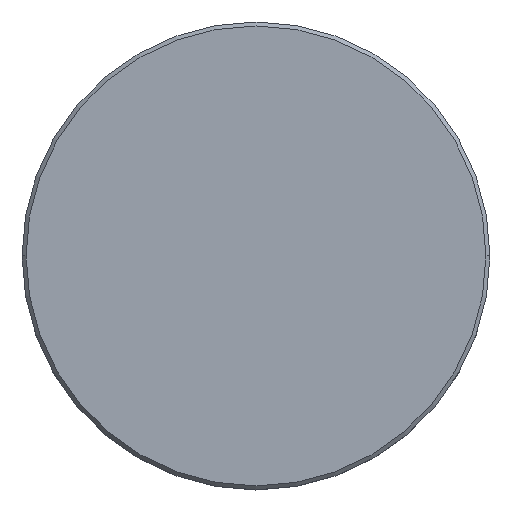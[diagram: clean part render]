
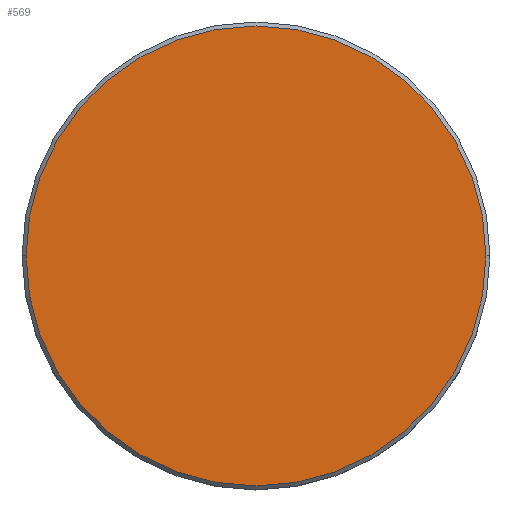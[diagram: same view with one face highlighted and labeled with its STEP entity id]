
A CAD part, top view. The second image highlights one B-rep face of the part: STEP entity #569.
In plain terms, the highlighted planar face has unit normal (0, 0, 1).
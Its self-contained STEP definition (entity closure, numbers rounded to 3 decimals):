
#12 = CIRCLE ( 'NONE', #557, 29. ) ;
#25 = CIRCLE ( 'NONE', #716, 29. ) ;
#76 = DIRECTION ( 'NONE',  ( 0., 0., 1. ) ) ;
#203 = DIRECTION ( 'NONE',  ( 1., 0., 0. ) ) ;
#227 = EDGE_LOOP ( 'NONE', ( #984, #533 ) ) ;
#272 = DIRECTION ( 'NONE',  ( 1., 0., 0. ) ) ;
#291 = DIRECTION ( 'NONE',  ( 0., 0., 1. ) ) ;
#320 = DIRECTION ( 'NONE',  ( 1., 0., 0. ) ) ;
#341 = CARTESIAN_POINT ( 'NONE',  ( 0., 0., 0. ) ) ;
#359 = CARTESIAN_POINT ( 'NONE',  ( 0., 0., 0. ) ) ;
#371 = EDGE_CURVE ( 'NONE', #507, #924, #25, .T. ) ;
#507 = VERTEX_POINT ( 'NONE', #853 ) ;
#533 = ORIENTED_EDGE ( 'NONE', *, *, #371, .T. ) ;
#557 = AXIS2_PLACEMENT_3D ( 'NONE', #744, #291, #203 ) ;
#569 = ADVANCED_FACE ( 'NONE', ( #1146 ), #960, .T. ) ;
#576 = AXIS2_PLACEMENT_3D ( 'NONE', #341, #76, #320 ) ;
#716 = AXIS2_PLACEMENT_3D ( 'NONE', #359, #1091, #272 ) ;
#744 = CARTESIAN_POINT ( 'NONE',  ( 0., 0., 0. ) ) ;
#804 = CARTESIAN_POINT ( 'NONE',  ( -29., 0., 0. ) ) ;
#853 = CARTESIAN_POINT ( 'NONE',  ( 29., 0., 0. ) ) ;
#924 = VERTEX_POINT ( 'NONE', #804 ) ;
#960 = PLANE ( 'NONE',  #576 ) ;
#984 = ORIENTED_EDGE ( 'NONE', *, *, #1017, .T. ) ;
#1017 = EDGE_CURVE ( 'NONE', #924, #507, #12, .T. ) ;
#1091 = DIRECTION ( 'NONE',  ( 0., 0., 1. ) ) ;
#1146 = FACE_OUTER_BOUND ( 'NONE', #227, .T. ) ;
